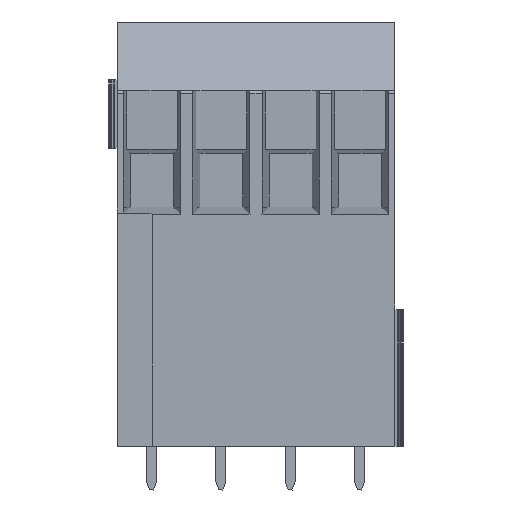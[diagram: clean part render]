
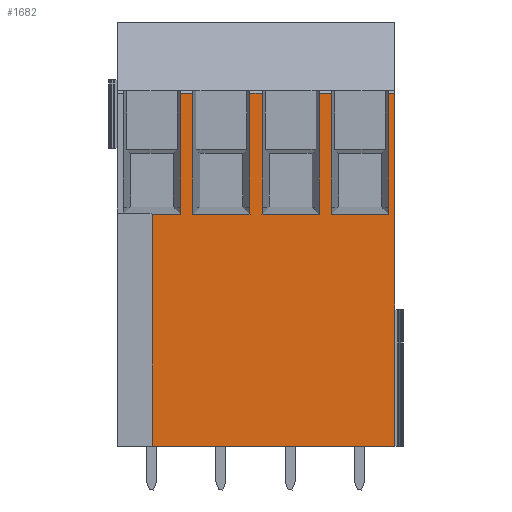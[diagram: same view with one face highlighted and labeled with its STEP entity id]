
A CAD part, front view. The second image highlights one B-rep face of the part: STEP entity #1682.
In plain terms, the highlighted planar face has unit normal (0, -1, 0).
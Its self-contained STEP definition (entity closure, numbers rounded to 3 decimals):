
#975=AXIS2_PLACEMENT_3D('Plane Axis2P3D',#972,#973,#974) ;
#972=CARTESIAN_POINT('Axis2P3D Location',(0.64,0.,29.06)) ;
#1458=CARTESIAN_POINT('Vertex',(20.96,0.,29.06)) ;
#1461=CARTESIAN_POINT('Line Origine',(20.96,0.,16.13)) ;
#1465=CARTESIAN_POINT('Vertex',(20.96,0.,3.2)) ;
#1489=CARTESIAN_POINT('Line Origine',(12.07,0.,3.2)) ;
#1493=CARTESIAN_POINT('Vertex',(3.18,0.,3.2)) ;
#1496=CARTESIAN_POINT('Line Origine',(20.74,0.,29.06)) ;
#1500=CARTESIAN_POINT('Vertex',(20.52,0.,29.06)) ;
#1503=CARTESIAN_POINT('Line Origine',(20.52,0.,24.894)) ;
#1507=CARTESIAN_POINT('Vertex',(20.52,0.,20.729)) ;
#1510=CARTESIAN_POINT('Line Origine',(20.52,0.,20.465)) ;
#1514=CARTESIAN_POINT('Vertex',(20.52,0.,20.2)) ;
#1517=CARTESIAN_POINT('Line Origine',(18.42,0.,20.2)) ;
#1521=CARTESIAN_POINT('Vertex',(16.32,0.,20.2)) ;
#1524=CARTESIAN_POINT('Line Origine',(16.32,0.,20.465)) ;
#1528=CARTESIAN_POINT('Vertex',(16.32,0.,20.729)) ;
#1531=CARTESIAN_POINT('Line Origine',(16.32,0.,24.894)) ;
#1535=CARTESIAN_POINT('Vertex',(16.32,0.,29.06)) ;
#1538=CARTESIAN_POINT('Line Origine',(15.88,0.,29.06)) ;
#1542=CARTESIAN_POINT('Vertex',(15.44,0.,29.06)) ;
#1545=CARTESIAN_POINT('Line Origine',(15.44,0.,24.894)) ;
#1549=CARTESIAN_POINT('Vertex',(15.44,0.,20.729)) ;
#1552=CARTESIAN_POINT('Line Origine',(15.44,0.,20.465)) ;
#1556=CARTESIAN_POINT('Vertex',(15.44,0.,20.2)) ;
#1559=CARTESIAN_POINT('Line Origine',(13.34,0.,20.2)) ;
#1563=CARTESIAN_POINT('Vertex',(11.24,0.,20.2)) ;
#1566=CARTESIAN_POINT('Line Origine',(11.24,0.,20.465)) ;
#1570=CARTESIAN_POINT('Vertex',(11.24,0.,20.729)) ;
#1573=CARTESIAN_POINT('Line Origine',(11.24,0.,24.894)) ;
#1577=CARTESIAN_POINT('Vertex',(11.24,0.,29.06)) ;
#1580=CARTESIAN_POINT('Line Origine',(10.8,0.,29.06)) ;
#1584=CARTESIAN_POINT('Vertex',(10.36,0.,29.06)) ;
#1587=CARTESIAN_POINT('Line Origine',(10.36,0.,24.894)) ;
#1591=CARTESIAN_POINT('Vertex',(10.36,0.,20.729)) ;
#1594=CARTESIAN_POINT('Line Origine',(10.36,0.,20.465)) ;
#1598=CARTESIAN_POINT('Vertex',(10.36,0.,20.2)) ;
#1601=CARTESIAN_POINT('Line Origine',(8.26,0.,20.2)) ;
#1605=CARTESIAN_POINT('Vertex',(6.16,0.,20.2)) ;
#1608=CARTESIAN_POINT('Line Origine',(6.16,0.,20.465)) ;
#1612=CARTESIAN_POINT('Vertex',(6.16,0.,20.729)) ;
#1615=CARTESIAN_POINT('Line Origine',(6.16,0.,24.894)) ;
#1619=CARTESIAN_POINT('Vertex',(6.16,0.,29.06)) ;
#1622=CARTESIAN_POINT('Line Origine',(5.72,0.,29.06)) ;
#1626=CARTESIAN_POINT('Vertex',(5.28,0.,29.06)) ;
#1629=CARTESIAN_POINT('Line Origine',(5.28,0.,24.894)) ;
#1633=CARTESIAN_POINT('Vertex',(5.28,0.,20.729)) ;
#1636=CARTESIAN_POINT('Line Origine',(5.28,0.,20.465)) ;
#1640=CARTESIAN_POINT('Vertex',(5.28,0.,20.2)) ;
#1643=CARTESIAN_POINT('Line Origine',(4.23,0.,20.2)) ;
#1647=CARTESIAN_POINT('Vertex',(3.18,0.,20.2)) ;
#1650=CARTESIAN_POINT('Line Origine',(3.18,0.,11.7)) ;
#973=DIRECTION('Axis2P3D Direction',(0.,-1.,0.)) ;
#974=DIRECTION('Axis2P3D XDirection',(0.,0.,-1.)) ;
#1462=DIRECTION('Vector Direction',(0.,0.,-1.)) ;
#1490=DIRECTION('Vector Direction',(1.,0.,0.)) ;
#1497=DIRECTION('Vector Direction',(1.,0.,0.)) ;
#1504=DIRECTION('Vector Direction',(0.,0.,-1.)) ;
#1511=DIRECTION('Vector Direction',(0.,0.,-1.)) ;
#1518=DIRECTION('Vector Direction',(-1.,0.,0.)) ;
#1525=DIRECTION('Vector Direction',(0.,0.,-1.)) ;
#1532=DIRECTION('Vector Direction',(0.,0.,-1.)) ;
#1539=DIRECTION('Vector Direction',(1.,0.,0.)) ;
#1546=DIRECTION('Vector Direction',(0.,0.,-1.)) ;
#1553=DIRECTION('Vector Direction',(0.,0.,-1.)) ;
#1560=DIRECTION('Vector Direction',(-1.,0.,0.)) ;
#1567=DIRECTION('Vector Direction',(0.,0.,-1.)) ;
#1574=DIRECTION('Vector Direction',(0.,0.,-1.)) ;
#1581=DIRECTION('Vector Direction',(1.,0.,0.)) ;
#1588=DIRECTION('Vector Direction',(0.,0.,-1.)) ;
#1595=DIRECTION('Vector Direction',(0.,0.,-1.)) ;
#1602=DIRECTION('Vector Direction',(-1.,0.,0.)) ;
#1609=DIRECTION('Vector Direction',(0.,0.,-1.)) ;
#1616=DIRECTION('Vector Direction',(0.,0.,-1.)) ;
#1623=DIRECTION('Vector Direction',(1.,0.,0.)) ;
#1630=DIRECTION('Vector Direction',(0.,0.,-1.)) ;
#1637=DIRECTION('Vector Direction',(0.,0.,-1.)) ;
#1644=DIRECTION('Vector Direction',(-1.,0.,0.)) ;
#1651=DIRECTION('Vector Direction',(0.,0.,1.)) ;
#1463=VECTOR('Line Direction',#1462,1.) ;
#1491=VECTOR('Line Direction',#1490,1.) ;
#1498=VECTOR('Line Direction',#1497,1.) ;
#1505=VECTOR('Line Direction',#1504,1.) ;
#1512=VECTOR('Line Direction',#1511,1.) ;
#1519=VECTOR('Line Direction',#1518,1.) ;
#1526=VECTOR('Line Direction',#1525,1.) ;
#1533=VECTOR('Line Direction',#1532,1.) ;
#1540=VECTOR('Line Direction',#1539,1.) ;
#1547=VECTOR('Line Direction',#1546,1.) ;
#1554=VECTOR('Line Direction',#1553,1.) ;
#1561=VECTOR('Line Direction',#1560,1.) ;
#1568=VECTOR('Line Direction',#1567,1.) ;
#1575=VECTOR('Line Direction',#1574,1.) ;
#1582=VECTOR('Line Direction',#1581,1.) ;
#1589=VECTOR('Line Direction',#1588,1.) ;
#1596=VECTOR('Line Direction',#1595,1.) ;
#1603=VECTOR('Line Direction',#1602,1.) ;
#1610=VECTOR('Line Direction',#1609,1.) ;
#1617=VECTOR('Line Direction',#1616,1.) ;
#1624=VECTOR('Line Direction',#1623,1.) ;
#1631=VECTOR('Line Direction',#1630,1.) ;
#1638=VECTOR('Line Direction',#1637,1.) ;
#1645=VECTOR('Line Direction',#1644,1.) ;
#1652=VECTOR('Line Direction',#1651,1.) ;
#1656=ORIENTED_EDGE('',*,*,#1495,.T.) ;
#1657=ORIENTED_EDGE('',*,*,#1467,.T.) ;
#1658=ORIENTED_EDGE('',*,*,#1502,.F.) ;
#1659=ORIENTED_EDGE('',*,*,#1509,.T.) ;
#1660=ORIENTED_EDGE('',*,*,#1516,.F.) ;
#1661=ORIENTED_EDGE('',*,*,#1523,.F.) ;
#1662=ORIENTED_EDGE('',*,*,#1530,.F.) ;
#1663=ORIENTED_EDGE('',*,*,#1537,.F.) ;
#1664=ORIENTED_EDGE('',*,*,#1544,.F.) ;
#1665=ORIENTED_EDGE('',*,*,#1551,.T.) ;
#1666=ORIENTED_EDGE('',*,*,#1558,.F.) ;
#1667=ORIENTED_EDGE('',*,*,#1565,.F.) ;
#1668=ORIENTED_EDGE('',*,*,#1572,.F.) ;
#1669=ORIENTED_EDGE('',*,*,#1579,.F.) ;
#1670=ORIENTED_EDGE('',*,*,#1586,.F.) ;
#1671=ORIENTED_EDGE('',*,*,#1593,.T.) ;
#1672=ORIENTED_EDGE('',*,*,#1600,.F.) ;
#1673=ORIENTED_EDGE('',*,*,#1607,.F.) ;
#1674=ORIENTED_EDGE('',*,*,#1614,.F.) ;
#1675=ORIENTED_EDGE('',*,*,#1621,.F.) ;
#1676=ORIENTED_EDGE('',*,*,#1628,.F.) ;
#1677=ORIENTED_EDGE('',*,*,#1635,.T.) ;
#1678=ORIENTED_EDGE('',*,*,#1642,.F.) ;
#1679=ORIENTED_EDGE('',*,*,#1649,.F.) ;
#1680=ORIENTED_EDGE('',*,*,#1654,.F.) ;
#1682=ADVANCED_FACE('HOUSING',(#1681),#976,.T.) ;
#1467=EDGE_CURVE('',#1466,#1459,#1464,.F.) ;
#1495=EDGE_CURVE('',#1494,#1466,#1492,.T.) ;
#1502=EDGE_CURVE('',#1501,#1459,#1499,.T.) ;
#1509=EDGE_CURVE('',#1501,#1508,#1506,.T.) ;
#1516=EDGE_CURVE('',#1515,#1508,#1513,.F.) ;
#1523=EDGE_CURVE('',#1522,#1515,#1520,.F.) ;
#1530=EDGE_CURVE('',#1529,#1522,#1527,.T.) ;
#1537=EDGE_CURVE('',#1536,#1529,#1534,.T.) ;
#1544=EDGE_CURVE('',#1543,#1536,#1541,.T.) ;
#1551=EDGE_CURVE('',#1543,#1550,#1548,.T.) ;
#1558=EDGE_CURVE('',#1557,#1550,#1555,.F.) ;
#1565=EDGE_CURVE('',#1564,#1557,#1562,.F.) ;
#1572=EDGE_CURVE('',#1571,#1564,#1569,.T.) ;
#1579=EDGE_CURVE('',#1578,#1571,#1576,.T.) ;
#1586=EDGE_CURVE('',#1585,#1578,#1583,.T.) ;
#1593=EDGE_CURVE('',#1585,#1592,#1590,.T.) ;
#1600=EDGE_CURVE('',#1599,#1592,#1597,.F.) ;
#1607=EDGE_CURVE('',#1606,#1599,#1604,.F.) ;
#1614=EDGE_CURVE('',#1613,#1606,#1611,.T.) ;
#1621=EDGE_CURVE('',#1620,#1613,#1618,.T.) ;
#1628=EDGE_CURVE('',#1627,#1620,#1625,.T.) ;
#1635=EDGE_CURVE('',#1627,#1634,#1632,.T.) ;
#1642=EDGE_CURVE('',#1641,#1634,#1639,.F.) ;
#1649=EDGE_CURVE('',#1648,#1641,#1646,.F.) ;
#1654=EDGE_CURVE('',#1494,#1648,#1653,.T.) ;
#1655=EDGE_LOOP('',(#1656,#1657,#1658,#1659,#1660,#1661,#1662,#1663,#1664,#1665,#1666,#1667,#1668,#1669,#1670,#1671,#1672,#1673,#1674,#1675,#1676,#1677,#1678,#1679,#1680)) ;
#1681=FACE_OUTER_BOUND('',#1655,.T.) ;
#1464=LINE('Line',#1461,#1463) ;
#1492=LINE('Line',#1489,#1491) ;
#1499=LINE('Line',#1496,#1498) ;
#1506=LINE('Line',#1503,#1505) ;
#1513=LINE('Line',#1510,#1512) ;
#1520=LINE('Line',#1517,#1519) ;
#1527=LINE('Line',#1524,#1526) ;
#1534=LINE('Line',#1531,#1533) ;
#1541=LINE('Line',#1538,#1540) ;
#1548=LINE('Line',#1545,#1547) ;
#1555=LINE('Line',#1552,#1554) ;
#1562=LINE('Line',#1559,#1561) ;
#1569=LINE('Line',#1566,#1568) ;
#1576=LINE('Line',#1573,#1575) ;
#1583=LINE('Line',#1580,#1582) ;
#1590=LINE('Line',#1587,#1589) ;
#1597=LINE('Line',#1594,#1596) ;
#1604=LINE('Line',#1601,#1603) ;
#1611=LINE('Line',#1608,#1610) ;
#1618=LINE('Line',#1615,#1617) ;
#1625=LINE('Line',#1622,#1624) ;
#1632=LINE('Line',#1629,#1631) ;
#1639=LINE('Line',#1636,#1638) ;
#1646=LINE('Line',#1643,#1645) ;
#1653=LINE('Line',#1650,#1652) ;
#976=PLANE('',#975) ;
#1459=VERTEX_POINT('',#1458) ;
#1466=VERTEX_POINT('',#1465) ;
#1494=VERTEX_POINT('',#1493) ;
#1501=VERTEX_POINT('',#1500) ;
#1508=VERTEX_POINT('',#1507) ;
#1515=VERTEX_POINT('',#1514) ;
#1522=VERTEX_POINT('',#1521) ;
#1529=VERTEX_POINT('',#1528) ;
#1536=VERTEX_POINT('',#1535) ;
#1543=VERTEX_POINT('',#1542) ;
#1550=VERTEX_POINT('',#1549) ;
#1557=VERTEX_POINT('',#1556) ;
#1564=VERTEX_POINT('',#1563) ;
#1571=VERTEX_POINT('',#1570) ;
#1578=VERTEX_POINT('',#1577) ;
#1585=VERTEX_POINT('',#1584) ;
#1592=VERTEX_POINT('',#1591) ;
#1599=VERTEX_POINT('',#1598) ;
#1606=VERTEX_POINT('',#1605) ;
#1613=VERTEX_POINT('',#1612) ;
#1620=VERTEX_POINT('',#1619) ;
#1627=VERTEX_POINT('',#1626) ;
#1634=VERTEX_POINT('',#1633) ;
#1641=VERTEX_POINT('',#1640) ;
#1648=VERTEX_POINT('',#1647) ;
